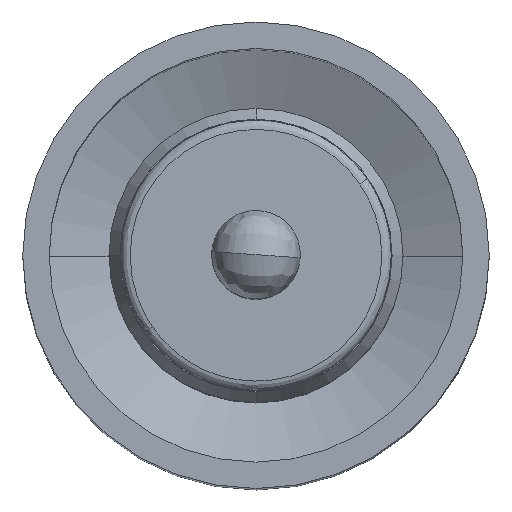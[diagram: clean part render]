
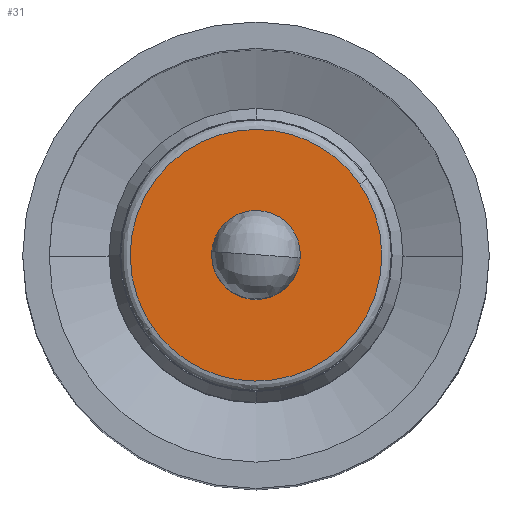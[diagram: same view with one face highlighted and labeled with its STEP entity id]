
A CAD part, top view. The second image highlights one B-rep face of the part: STEP entity #31.
In plain terms, the highlighted planar face has unit normal (0, 0, 1).
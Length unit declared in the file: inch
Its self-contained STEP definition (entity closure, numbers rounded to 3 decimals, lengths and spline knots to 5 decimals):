
#31 = ADVANCED_FACE ( 'NONE', ( #1427, #1422 ), #1421, .T. ) ;
#68 = EDGE_CURVE ( 'NONE', #1715, #2837, #2907, .T. ) ;
#69 = EDGE_CURVE ( 'NONE', #2565, #2545, #531, .T. ) ;
#283 = CARTESIAN_POINT ( 'NONE',  ( -0.047, 0., 1.17 ) ) ;
#357 = CARTESIAN_POINT ( 'NONE',  ( 0.047, 0., 1.17 ) ) ;
#393 = EDGE_CURVE ( 'NONE', #2837, #1715, #1227, .T. ) ;
#531 =( BOUNDED_CURVE ( )  B_SPLINE_CURVE ( 3, ( #1262, #1550, #1364, #1538 ),
 .UNSPECIFIED., .F., .F. ) 
 B_SPLINE_CURVE_WITH_KNOTS ( ( 4, 4 ),
 ( 0., 1. ),
 .UNSPECIFIED. ) 
 CURVE ( )  GEOMETRIC_REPRESENTATION_ITEM ( )  RATIONAL_B_SPLINE_CURVE ( ( 1., 0.333, 0.333, 1. ) ) 
 REPRESENTATION_ITEM ( '' )  );
#897 = CARTESIAN_POINT ( 'NONE',  ( -0.10997, -0.07569, 1.17 ) ) ;
#907 = CARTESIAN_POINT ( 'NONE',  ( 0.10997, 0.07569, 1.17 ) ) ;
#964 =( BOUNDED_CURVE ( )  B_SPLINE_CURVE ( 3, ( #2039, #2096, #2097, #2098 ),
 .UNSPECIFIED., .F., .T. ) 
 B_SPLINE_CURVE_WITH_KNOTS ( ( 4, 4 ),
 ( 0., 1. ),
 .UNSPECIFIED. ) 
 CURVE ( )  GEOMETRIC_REPRESENTATION_ITEM ( )  RATIONAL_B_SPLINE_CURVE ( ( 1., 0.333, 0.333, 1. ) ) 
 REPRESENTATION_ITEM ( '' )  );
#1227 = CIRCLE ( 'NONE', #1234, 0.047 ) ;
#1234 = AXIS2_PLACEMENT_3D ( 'NONE', #1777, #1850, #1725 ) ;
#1262 = CARTESIAN_POINT ( 'NONE',  ( -0.10997, -0.07569, 1.17 ) ) ;
#1272 = DIRECTION ( 'NONE',  ( 1., 0., 0. ) ) ;
#1292 = DIRECTION ( 'NONE',  ( 0., 0., -1. ) ) ;
#1364 = CARTESIAN_POINT ( 'NONE',  ( -0.04142, 0.29563, 1.17 ) ) ;
#1419 = DIRECTION ( 'NONE',  ( 1., 0., 0. ) ) ;
#1420 = DIRECTION ( 'NONE',  ( 0., 0., 1. ) ) ;
#1421 = PLANE ( 'NONE',  #3001 ) ;
#1422 = FACE_OUTER_BOUND ( 'NONE', #1654, .T. ) ;
#1427 = FACE_BOUND ( 'NONE', #1640, .T. ) ;
#1429 = CARTESIAN_POINT ( 'NONE',  ( 0., 0., 1.17 ) ) ;
#1538 = CARTESIAN_POINT ( 'NONE',  ( 0.10997, 0.07569, 1.17 ) ) ;
#1550 = CARTESIAN_POINT ( 'NONE',  ( -0.26135, 0.14424, 1.17 ) ) ;
#1640 = EDGE_LOOP ( 'NONE', ( #2415, #2431 ) ) ;
#1654 = EDGE_LOOP ( 'NONE', ( #2382, #2347 ) ) ;
#1663 = CARTESIAN_POINT ( 'NONE',  ( 0., 0., 1.17 ) ) ;
#1715 = VERTEX_POINT ( 'NONE', #357 ) ;
#1725 = DIRECTION ( 'NONE',  ( 1., 0., 0. ) ) ;
#1777 = CARTESIAN_POINT ( 'NONE',  ( 0., 0., 1.17 ) ) ;
#1850 = DIRECTION ( 'NONE',  ( 0., 0., -1. ) ) ;
#2039 = CARTESIAN_POINT ( 'NONE',  ( 0.10997, 0.07569, 1.17 ) ) ;
#2096 = CARTESIAN_POINT ( 'NONE',  ( 0.26135, -0.14424, 1.17 ) ) ;
#2097 = CARTESIAN_POINT ( 'NONE',  ( 0.04142, -0.29563, 1.17 ) ) ;
#2098 = CARTESIAN_POINT ( 'NONE',  ( -0.10997, -0.07569, 1.17 ) ) ;
#2347 = ORIENTED_EDGE ( 'NONE', *, *, #3011, .F. ) ;
#2382 = ORIENTED_EDGE ( 'NONE', *, *, #69, .F. ) ;
#2415 = ORIENTED_EDGE ( 'NONE', *, *, #68, .T. ) ;
#2431 = ORIENTED_EDGE ( 'NONE', *, *, #393, .T. ) ;
#2545 = VERTEX_POINT ( 'NONE', #907 ) ;
#2565 = VERTEX_POINT ( 'NONE', #897 ) ;
#2837 = VERTEX_POINT ( 'NONE', #283 ) ;
#2907 = CIRCLE ( 'NONE', #2972, 0.047 ) ;
#2972 = AXIS2_PLACEMENT_3D ( 'NONE', #1663, #1292, #1272 ) ;
#3001 = AXIS2_PLACEMENT_3D ( 'NONE', #1429, #1420, #1419 ) ;
#3011 = EDGE_CURVE ( 'NONE', #2545, #2565, #964, .T. ) ;
